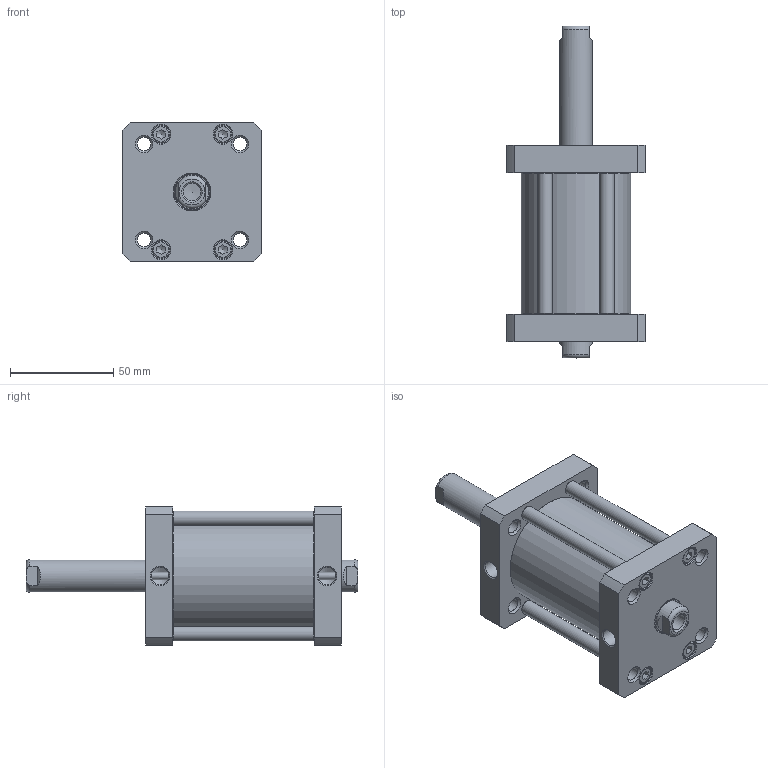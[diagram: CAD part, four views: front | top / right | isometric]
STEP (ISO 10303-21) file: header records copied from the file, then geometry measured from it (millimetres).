
FILE_DESCRIPTION((''),'2;1');
FILE_NAME('XDMP050.050.GS.F.stp','2014-03-24T11:59:40',('carlo.corazza'),(''),'Autodesk Inventor 2012','Autodesk Inventor 2012','');
FILE_SCHEMA(('AUTOMOTIVE_DESIGN { 1 0 10303 214 1 1 1 1 }'));
Length unit declared in the file: millimetre
Products named in the file (6): XDMP050..GS.F; CORPO-050; STELO-050; TA; TIRANTE-050
Assembly tree (9 placements, depth 2):
  XDMP050..GS.F
    CORPO-050
    STELO-050  x2
    TA
    TIRANTE-050  x4
    TA
Bounding box: 67 x 161 x 67 mm (x, y, z)
Volume: 160509.3 mm3; surface area: 72605.3 mm2
Topology: 9 solids, 19 shells, 310 faces, 682 edges, 420 vertices
Faces by surface type: plane 112, cone 108, cylinder 74, torus 16
Full cylindrical faces by diameter (mm): 3.5 x2, 4.134 x8, 5.9 x8, 6.647 x10, 7 x4, 8.376 x2, 8.5 x8, 8.566 x2, 9 x8, 16 x2, 16.54 x2, 17.7 x2, 18 x2, 20.32 x2, 20.5 x2, 50 x1, 53 x1
Entity records: 6772 total; most frequent: CARTESIAN_POINT 1267, DIRECTION 1098, ORIENTED_EDGE 786, AXIS2_PLACEMENT_3D 482, EDGE_LOOP 468, EDGE_CURVE 393, VERTEX_POINT 325, STYLED_ITEM 267
